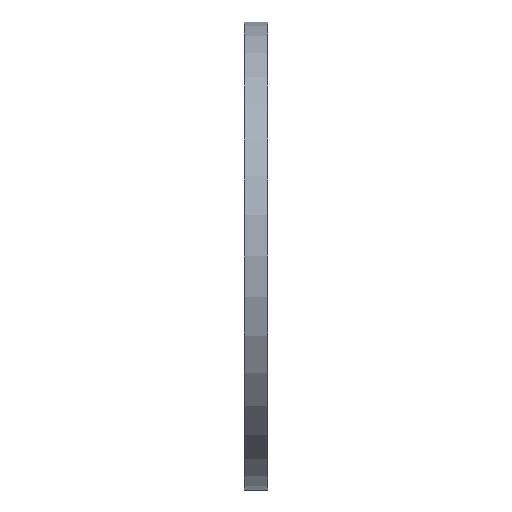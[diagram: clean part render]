
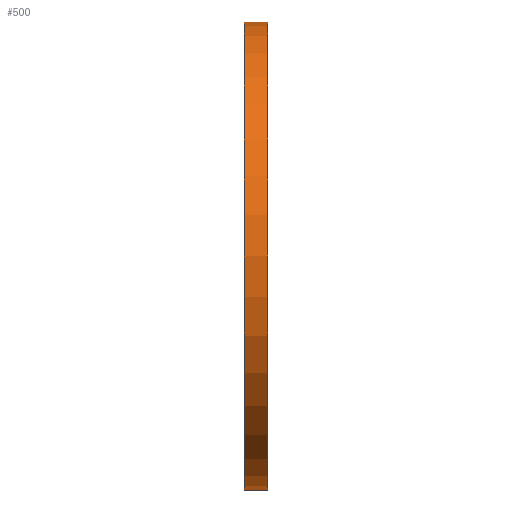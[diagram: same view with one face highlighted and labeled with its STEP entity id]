
A CAD part, front view. The second image highlights one B-rep face of the part: STEP entity #500.
In plain terms, the highlighted cylindrical face has radius 9.825 mm (diameter 19.65 mm), a partial arc.
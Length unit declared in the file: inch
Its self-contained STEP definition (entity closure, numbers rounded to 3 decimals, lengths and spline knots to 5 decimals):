
#16 = CYLINDRICAL_SURFACE ( 'NONE', #730, 0.38681 ) ;
#31 = DIRECTION ( 'NONE',  ( 1., 0., 0. ) ) ;
#41 = ORIENTED_EDGE ( 'NONE', *, *, #222, .T. ) ;
#51 = VECTOR ( 'NONE', #112, 39.37008 ) ;
#52 = EDGE_CURVE ( 'NONE', #410, #319, #107, .T. ) ;
#57 = DIRECTION ( 'NONE',  ( 1., 0., 0. ) ) ;
#89 = CARTESIAN_POINT ( 'NONE',  ( 0., -0.02264, 0. ) ) ;
#107 = LINE ( 'NONE', #437, #51 ) ;
#112 = DIRECTION ( 'NONE',  ( 1., 0., 0. ) ) ;
#115 = CIRCLE ( 'NONE', #416, 0.38681 ) ;
#133 = EDGE_CURVE ( 'NONE', #319, #694, #459, .T. ) ;
#144 = DIRECTION ( 'NONE',  ( 0., 0.872, -0.489 ) ) ;
#153 = FACE_OUTER_BOUND ( 'NONE', #531, .T. ) ;
#156 = CARTESIAN_POINT ( 'NONE',  ( 0.03937, -0.02264, -0.38681 ) ) ;
#161 = ORIENTED_EDGE ( 'NONE', *, *, #133, .T. ) ;
#196 = DIRECTION ( 'NONE',  ( -1., 0., 0. ) ) ;
#210 = ORIENTED_EDGE ( 'NONE', *, *, #631, .F. ) ;
#222 = EDGE_CURVE ( 'NONE', #621, #410, #115, .T. ) ;
#290 = ORIENTED_EDGE ( 'NONE', *, *, #52, .T. ) ;
#315 = DIRECTION ( 'NONE',  ( 1., 0., 0. ) ) ;
#319 = VERTEX_POINT ( 'NONE', #156 ) ;
#322 = DIRECTION ( 'NONE',  ( 0., 0., 1. ) ) ;
#410 = VERTEX_POINT ( 'NONE', #725 ) ;
#416 = AXIS2_PLACEMENT_3D ( 'NONE', #89, #315, #583 ) ;
#432 = VECTOR ( 'NONE', #57, 39.37008 ) ;
#437 = CARTESIAN_POINT ( 'NONE',  ( 0., -0.02264, -0.38681 ) ) ;
#439 = CARTESIAN_POINT ( 'NONE',  ( 0., -0.02264, 0.38681 ) ) ;
#459 = CIRCLE ( 'NONE', #545, 0.38681 ) ;
#500 = ADVANCED_FACE ( 'NONE', ( #153 ), #16, .T. ) ;
#531 = EDGE_LOOP ( 'NONE', ( #41, #290, #161, #210 ) ) ;
#545 = AXIS2_PLACEMENT_3D ( 'NONE', #650, #196, #144 ) ;
#563 = LINE ( 'NONE', #439, #432 ) ;
#583 = DIRECTION ( 'NONE',  ( 0., 0., -1. ) ) ;
#596 = CARTESIAN_POINT ( 'NONE',  ( 0.03937, -0.02264, 0.38681 ) ) ;
#621 = VERTEX_POINT ( 'NONE', #733 ) ;
#631 = EDGE_CURVE ( 'NONE', #621, #694, #563, .T. ) ;
#650 = CARTESIAN_POINT ( 'NONE',  ( 0.03937, -0.02264, 0. ) ) ;
#694 = VERTEX_POINT ( 'NONE', #596 ) ;
#711 = CARTESIAN_POINT ( 'NONE',  ( 0., -0.02264, 0. ) ) ;
#725 = CARTESIAN_POINT ( 'NONE',  ( 0., -0.02264, -0.38681 ) ) ;
#730 = AXIS2_PLACEMENT_3D ( 'NONE', #711, #31, #322 ) ;
#733 = CARTESIAN_POINT ( 'NONE',  ( 0., -0.02264, 0.38681 ) ) ;
